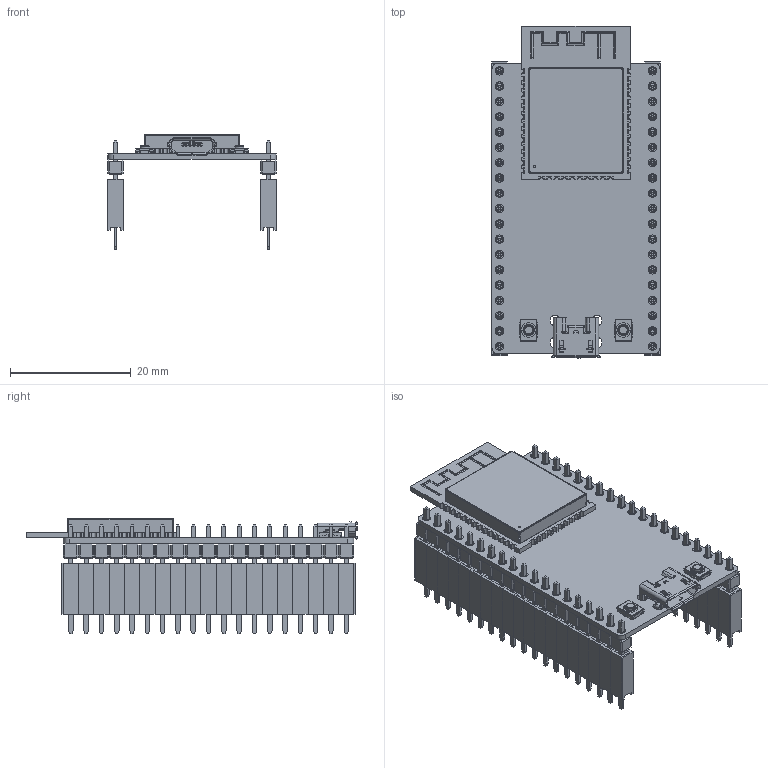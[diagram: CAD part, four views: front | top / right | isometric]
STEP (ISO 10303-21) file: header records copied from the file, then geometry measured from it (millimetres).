
FILE_DESCRIPTION(/* description */ ('','CAx-IF Rec.Pracs.---Representation and Presentation of Product Manufacturing Information (PMI)---4.0---2014-10-13'),/* implementation_level */ '2;1');
FILE_NAME(/* name */ 'ESP_Header_Asssembe v1.step',/* time_stamp */ '2025-03-27T10:28:17-06:00',/* author */ (''),/* organization */ (''),/* preprocessor_version */ 'ST-DEVELOPER v20',/* originating_system */ 'Autodesk Translation Framework v13.20.0.188',/* authorisation */ '');
FILE_SCHEMA (('AP242_MANAGED_MODEL_BASED_3D_ENGINEERING_MIM_LF { 1 0 10303 442 1 1 4 }'));
Products named in the file (11): ESP_Header_Asssembe; ESP32-DEVKITC-32D; ESP32-DEVKITC-32D_ESP32-DEVKITC-32D; board; ESP32-WROOM-32D; micro usb; header; button; NPTC191LFBN-RC; PPPC021LFBN-RC_C19; Pin - Tin
Assembly tree (31 placements, depth 4):
  ESP_Header_Asssembe
    ESP32-DEVKITC-32D
      ESP32-DEVKITC-32D_ESP32-DEVKITC-32D
        board
        header  x2
        ESP32-WROOM-32D
        micro usb
        button  x2
    NPTC191LFBN-RC  x2
      PPPC021LFBN-RC_C19
      Pin - Tin
Bounding box: 27.94 x 55.1 x 19.13 mm (x, y, z)
Volume: 4257.7 mm3; surface area: 13451.3 mm2
Topology: 262 solids, 262 shells, 4715 faces, 11172 edges, 7006 vertices
Faces by surface type: plane 4301, cylinder 394, bspline 12, sphere 4, torus 4
Full cylindrical faces by diameter (mm): 0.1 x25, 0.4 x1, 1 x38, 1.4 x76, 1.5 x2, 1.9 x2, 2.453 x4
Entity records: 85037 total; most frequent: CARTESIAN_POINT 15394, ORIENTED_EDGE 14190, DIRECTION 13676, EDGE_CURVE 7095, LINE 6322, VECTOR 6322, VERTEX_POINT 4501, AXIS2_PLACEMENT_3D 3677
